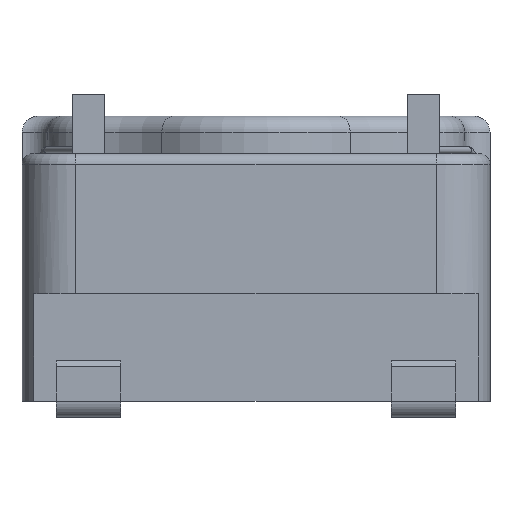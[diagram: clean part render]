
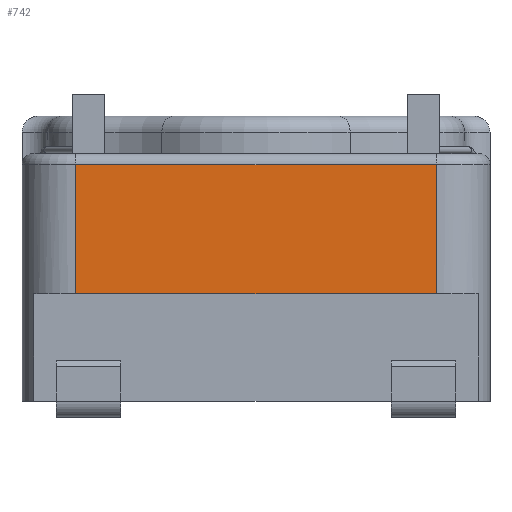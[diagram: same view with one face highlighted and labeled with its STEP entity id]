
A CAD part, front view. The second image highlights one B-rep face of the part: STEP entity #742.
In plain terms, the highlighted planar face has unit normal (0, -1, 0).
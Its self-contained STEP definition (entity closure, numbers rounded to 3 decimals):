
#742 = ADVANCED_FACE( '', ( #2038 ), #2039, .T. );
#2038 = FACE_OUTER_BOUND( '', #4622, .T. );
#2039 = PLANE( '', #4623 );
#4622 = EDGE_LOOP( '', ( #19642, #19643, #19644, #19645 ) );
#4623 = AXIS2_PLACEMENT_3D( '', #19646, #19647, #19648 );
#19642 = ORIENTED_EDGE( '', *, *, #23941, .F. );
#19643 = ORIENTED_EDGE( '', *, *, #23942, .F. );
#19644 = ORIENTED_EDGE( '', *, *, #23943, .T. );
#19645 = ORIENTED_EDGE( '', *, *, #23944, .T. );
#19646 = CARTESIAN_POINT( '', ( 3.35, -5., 4.6 ) );
#19647 = DIRECTION( '', ( 0., -1., 0. ) );
#19648 = DIRECTION( '', ( 1., 0., 0. ) );
#23941 = EDGE_CURVE( '', #25519, #25520, #25521, .T. );
#23942 = EDGE_CURVE( '', #25522, #25519, #25523, .T. );
#23943 = EDGE_CURVE( '', #25522, #25524, #25525, .T. );
#23944 = EDGE_CURVE( '', #25524, #25520, #25526, .T. );
#25519 = VERTEX_POINT( '', #27835 );
#25520 = VERTEX_POINT( '', #27836 );
#25521 = LINE( '', #27837, #27838 );
#25522 = VERTEX_POINT( '', #27839 );
#25523 = LINE( '', #27840, #27841 );
#25524 = VERTEX_POINT( '', #27842 );
#25525 = LINE( '', #27843, #27844 );
#25526 = LINE( '', #27845, #27846 );
#27835 = CARTESIAN_POINT( '', ( 3.35, -5., 2. ) );
#27836 = CARTESIAN_POINT( '', ( -3.35, -5., 2. ) );
#27837 = CARTESIAN_POINT( '', ( 4.35, -5., 2. ) );
#27838 = VECTOR( '', #31260, 1000. );
#27839 = CARTESIAN_POINT( '', ( 3.35, -5., 4.4 ) );
#27840 = CARTESIAN_POINT( '', ( 3.35, -5., 4.6 ) );
#27841 = VECTOR( '', #31261, 1000. );
#27842 = CARTESIAN_POINT( '', ( -3.35, -5., 4.4 ) );
#27843 = CARTESIAN_POINT( '', ( 3.35, -5., 4.4 ) );
#27844 = VECTOR( '', #31262, 1000. );
#27845 = CARTESIAN_POINT( '', ( -3.35, -5., 4.6 ) );
#27846 = VECTOR( '', #31263, 1000. );
#31260 = DIRECTION( '', ( -1., 0., 0. ) );
#31261 = DIRECTION( '', ( 0., 0., -1. ) );
#31262 = DIRECTION( '', ( -1., 0., 0. ) );
#31263 = DIRECTION( '', ( 0., 0., -1. ) );
